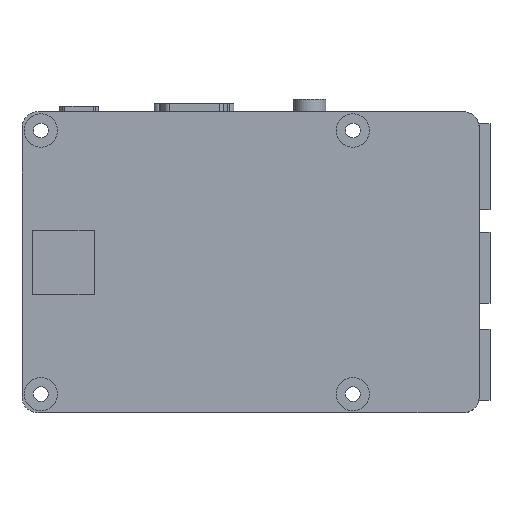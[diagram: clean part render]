
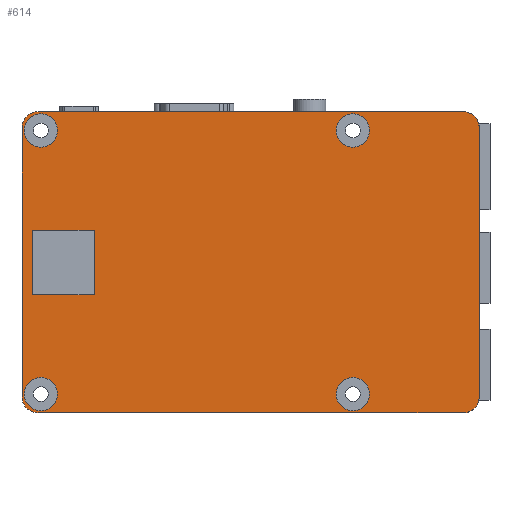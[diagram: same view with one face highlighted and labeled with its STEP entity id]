
A CAD part, front view. The second image highlights one B-rep face of the part: STEP entity #614.
In plain terms, the highlighted planar face has unit normal (0, -1, 0).
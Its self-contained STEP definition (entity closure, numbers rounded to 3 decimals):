
#24 = VERTEX_POINT('',#25);
#25 = CARTESIAN_POINT('',(-39.,0.,-27.6));
#31 = EDGE_CURVE('',#32,#24,#34,.T.);
#32 = VERTEX_POINT('',#33);
#33 = CARTESIAN_POINT('',(-39.,0.,-21.4));
#34 = CIRCLE('',#35,3.1);
#35 = AXIS2_PLACEMENT_3D('',#36,#37,#38);
#36 = CARTESIAN_POINT('',(-39.,0.,-24.5));
#37 = DIRECTION('',(0.,-1.,0.));
#38 = DIRECTION('',(0.,0.,-1.));
#66 = VERTEX_POINT('',#67);
#67 = CARTESIAN_POINT('',(19.,0.,-27.6));
#73 = EDGE_CURVE('',#74,#66,#76,.T.);
#74 = VERTEX_POINT('',#75);
#75 = CARTESIAN_POINT('',(19.,0.,-21.4));
#76 = CIRCLE('',#77,3.1);
#77 = AXIS2_PLACEMENT_3D('',#78,#79,#80);
#78 = CARTESIAN_POINT('',(19.,0.,-24.5));
#79 = DIRECTION('',(0.,-1.,0.));
#80 = DIRECTION('',(0.,0.,-1.));
#108 = VERTEX_POINT('',#109);
#109 = CARTESIAN_POINT('',(19.,0.,21.4));
#115 = EDGE_CURVE('',#116,#108,#118,.T.);
#116 = VERTEX_POINT('',#117);
#117 = CARTESIAN_POINT('',(19.,0.,27.6));
#118 = CIRCLE('',#119,3.1);
#119 = AXIS2_PLACEMENT_3D('',#120,#121,#122);
#120 = CARTESIAN_POINT('',(19.,0.,24.5));
#121 = DIRECTION('',(0.,-1.,0.));
#122 = DIRECTION('',(0.,0.,-1.));
#150 = VERTEX_POINT('',#151);
#151 = CARTESIAN_POINT('',(-39.,0.,21.4));
#157 = EDGE_CURVE('',#158,#150,#160,.T.);
#158 = VERTEX_POINT('',#159);
#159 = CARTESIAN_POINT('',(-39.,0.,27.6));
#160 = CIRCLE('',#161,3.1);
#161 = AXIS2_PLACEMENT_3D('',#162,#163,#164);
#162 = CARTESIAN_POINT('',(-39.,0.,24.5));
#163 = DIRECTION('',(0.,-1.,0.));
#164 = DIRECTION('',(0.,0.,-1.));
#614 = ADVANCED_FACE('',(#615,#685,#695,#705,#715,#725),#791,.F.);
#615 = FACE_BOUND('',#616,.T.);
#616 = EDGE_LOOP('',(#617,#628,#636,#645,#653,#662,#670,#679));
#617 = ORIENTED_EDGE('',*,*,#618,.F.);
#618 = EDGE_CURVE('',#619,#621,#623,.T.);
#619 = VERTEX_POINT('',#620);
#620 = CARTESIAN_POINT('',(42.5,0.,-25.));
#621 = VERTEX_POINT('',#622);
#622 = CARTESIAN_POINT('',(39.5,0.,-28.));
#623 = CIRCLE('',#624,3.);
#624 = AXIS2_PLACEMENT_3D('',#625,#626,#627);
#625 = CARTESIAN_POINT('',(39.5,0.,-25.));
#626 = DIRECTION('',(0.,1.,0.));
#627 = DIRECTION('',(0.,0.,1.));
#628 = ORIENTED_EDGE('',*,*,#629,.F.);
#629 = EDGE_CURVE('',#630,#619,#632,.T.);
#630 = VERTEX_POINT('',#631);
#631 = CARTESIAN_POINT('',(42.5,0.,25.));
#632 = LINE('',#633,#634);
#633 = CARTESIAN_POINT('',(42.5,0.,25.));
#634 = VECTOR('',#635,1.);
#635 = DIRECTION('',(0.,0.,-1.));
#636 = ORIENTED_EDGE('',*,*,#637,.F.);
#637 = EDGE_CURVE('',#638,#630,#640,.T.);
#638 = VERTEX_POINT('',#639);
#639 = CARTESIAN_POINT('',(39.5,0.,28.));
#640 = CIRCLE('',#641,3.);
#641 = AXIS2_PLACEMENT_3D('',#642,#643,#644);
#642 = CARTESIAN_POINT('',(39.5,0.,25.));
#643 = DIRECTION('',(0.,1.,0.));
#644 = DIRECTION('',(0.,0.,1.));
#645 = ORIENTED_EDGE('',*,*,#646,.F.);
#646 = EDGE_CURVE('',#647,#638,#649,.T.);
#647 = VERTEX_POINT('',#648);
#648 = CARTESIAN_POINT('',(-39.5,0.,28.));
#649 = LINE('',#650,#651);
#650 = CARTESIAN_POINT('',(39.5,0.,28.));
#651 = VECTOR('',#652,1.);
#652 = DIRECTION('',(1.,0.,0.));
#653 = ORIENTED_EDGE('',*,*,#654,.F.);
#654 = EDGE_CURVE('',#655,#647,#657,.T.);
#655 = VERTEX_POINT('',#656);
#656 = CARTESIAN_POINT('',(-42.5,0.,25.));
#657 = CIRCLE('',#658,3.);
#658 = AXIS2_PLACEMENT_3D('',#659,#660,#661);
#659 = CARTESIAN_POINT('',(-39.5,0.,25.));
#660 = DIRECTION('',(0.,1.,0.));
#661 = DIRECTION('',(0.,0.,-1.));
#662 = ORIENTED_EDGE('',*,*,#663,.F.);
#663 = EDGE_CURVE('',#664,#655,#666,.T.);
#664 = VERTEX_POINT('',#665);
#665 = CARTESIAN_POINT('',(-42.5,0.,-25.));
#666 = LINE('',#667,#668);
#667 = CARTESIAN_POINT('',(-42.5,0.,25.));
#668 = VECTOR('',#669,1.);
#669 = DIRECTION('',(0.,0.,1.));
#670 = ORIENTED_EDGE('',*,*,#671,.F.);
#671 = EDGE_CURVE('',#672,#664,#674,.T.);
#672 = VERTEX_POINT('',#673);
#673 = CARTESIAN_POINT('',(-39.5,0.,-28.));
#674 = CIRCLE('',#675,3.);
#675 = AXIS2_PLACEMENT_3D('',#676,#677,#678);
#676 = CARTESIAN_POINT('',(-39.5,0.,-25.));
#677 = DIRECTION('',(0.,1.,0.));
#678 = DIRECTION('',(0.,0.,1.));
#679 = ORIENTED_EDGE('',*,*,#680,.F.);
#680 = EDGE_CURVE('',#621,#672,#681,.T.);
#681 = LINE('',#682,#683);
#682 = CARTESIAN_POINT('',(39.5,0.,-28.));
#683 = VECTOR('',#684,1.);
#684 = DIRECTION('',(-1.,0.,0.));
#685 = FACE_BOUND('',#686,.T.);
#686 = EDGE_LOOP('',(#687,#694));
#687 = ORIENTED_EDGE('',*,*,#688,.F.);
#688 = EDGE_CURVE('',#150,#158,#689,.T.);
#689 = CIRCLE('',#690,3.1);
#690 = AXIS2_PLACEMENT_3D('',#691,#692,#693);
#691 = CARTESIAN_POINT('',(-39.,0.,24.5));
#692 = DIRECTION('',(0.,-1.,0.));
#693 = DIRECTION('',(0.,0.,-1.));
#694 = ORIENTED_EDGE('',*,*,#157,.F.);
#695 = FACE_BOUND('',#696,.T.);
#696 = EDGE_LOOP('',(#697,#704));
#697 = ORIENTED_EDGE('',*,*,#698,.F.);
#698 = EDGE_CURVE('',#108,#116,#699,.T.);
#699 = CIRCLE('',#700,3.1);
#700 = AXIS2_PLACEMENT_3D('',#701,#702,#703);
#701 = CARTESIAN_POINT('',(19.,0.,24.5));
#702 = DIRECTION('',(0.,-1.,0.));
#703 = DIRECTION('',(0.,0.,-1.));
#704 = ORIENTED_EDGE('',*,*,#115,.F.);
#705 = FACE_BOUND('',#706,.T.);
#706 = EDGE_LOOP('',(#707,#714));
#707 = ORIENTED_EDGE('',*,*,#708,.F.);
#708 = EDGE_CURVE('',#66,#74,#709,.T.);
#709 = CIRCLE('',#710,3.1);
#710 = AXIS2_PLACEMENT_3D('',#711,#712,#713);
#711 = CARTESIAN_POINT('',(19.,0.,-24.5));
#712 = DIRECTION('',(0.,-1.,0.));
#713 = DIRECTION('',(0.,0.,-1.));
#714 = ORIENTED_EDGE('',*,*,#73,.F.);
#715 = FACE_BOUND('',#716,.T.);
#716 = EDGE_LOOP('',(#717,#724));
#717 = ORIENTED_EDGE('',*,*,#718,.F.);
#718 = EDGE_CURVE('',#24,#32,#719,.T.);
#719 = CIRCLE('',#720,3.1);
#720 = AXIS2_PLACEMENT_3D('',#721,#722,#723);
#721 = CARTESIAN_POINT('',(-39.,0.,-24.5));
#722 = DIRECTION('',(0.,-1.,0.));
#723 = DIRECTION('',(0.,0.,-1.));
#724 = ORIENTED_EDGE('',*,*,#31,.F.);
#725 = FACE_BOUND('',#726,.T.);
#726 = EDGE_LOOP('',(#727,#737,#745,#753,#761,#769,#777,#785));
#727 = ORIENTED_EDGE('',*,*,#728,.F.);
#728 = EDGE_CURVE('',#729,#731,#733,.T.);
#729 = VERTEX_POINT('',#730);
#730 = CARTESIAN_POINT('',(-29.1,0.,-6.));
#731 = VERTEX_POINT('',#732);
#732 = CARTESIAN_POINT('',(-29.1,0.,6.));
#733 = LINE('',#734,#735);
#734 = CARTESIAN_POINT('',(-29.1,0.,6.));
#735 = VECTOR('',#736,1.);
#736 = DIRECTION('',(0.,0.,1.));
#737 = ORIENTED_EDGE('',*,*,#738,.F.);
#738 = EDGE_CURVE('',#739,#729,#741,.T.);
#739 = VERTEX_POINT('',#740);
#740 = CARTESIAN_POINT('',(-40.5,0.,-6.));
#741 = LINE('',#742,#743);
#742 = CARTESIAN_POINT('',(-40.5,0.,-6.));
#743 = VECTOR('',#744,1.);
#744 = DIRECTION('',(1.,0.,0.));
#745 = ORIENTED_EDGE('',*,*,#746,.F.);
#746 = EDGE_CURVE('',#747,#739,#749,.T.);
#747 = VERTEX_POINT('',#748);
#748 = CARTESIAN_POINT('',(-40.5,0.,-5.85));
#749 = LINE('',#750,#751);
#750 = CARTESIAN_POINT('',(-40.5,0.,6.));
#751 = VECTOR('',#752,1.);
#752 = DIRECTION('',(0.,0.,-1.));
#753 = ORIENTED_EDGE('',*,*,#754,.F.);
#754 = EDGE_CURVE('',#755,#747,#757,.T.);
#755 = VERTEX_POINT('',#756);
#756 = CARTESIAN_POINT('',(-29.2,0.,-5.85));
#757 = LINE('',#758,#759);
#758 = CARTESIAN_POINT('',(-29.2,0.,-5.85));
#759 = VECTOR('',#760,1.);
#760 = DIRECTION('',(-1.,-0.,-0.));
#761 = ORIENTED_EDGE('',*,*,#762,.F.);
#762 = EDGE_CURVE('',#763,#755,#765,.T.);
#763 = VERTEX_POINT('',#764);
#764 = CARTESIAN_POINT('',(-29.2,0.,5.85));
#765 = LINE('',#766,#767);
#766 = CARTESIAN_POINT('',(-29.2,0.,-5.85));
#767 = VECTOR('',#768,1.);
#768 = DIRECTION('',(-0.,-0.,-1.));
#769 = ORIENTED_EDGE('',*,*,#770,.T.);
#770 = EDGE_CURVE('',#763,#771,#773,.T.);
#771 = VERTEX_POINT('',#772);
#772 = CARTESIAN_POINT('',(-40.5,0.,5.85));
#773 = LINE('',#774,#775);
#774 = CARTESIAN_POINT('',(-29.2,0.,5.85));
#775 = VECTOR('',#776,1.);
#776 = DIRECTION('',(-1.,-0.,-0.));
#777 = ORIENTED_EDGE('',*,*,#778,.F.);
#778 = EDGE_CURVE('',#779,#771,#781,.T.);
#779 = VERTEX_POINT('',#780);
#780 = CARTESIAN_POINT('',(-40.5,0.,6.));
#781 = LINE('',#782,#783);
#782 = CARTESIAN_POINT('',(-40.5,0.,6.));
#783 = VECTOR('',#784,1.);
#784 = DIRECTION('',(0.,0.,-1.));
#785 = ORIENTED_EDGE('',*,*,#786,.F.);
#786 = EDGE_CURVE('',#731,#779,#787,.T.);
#787 = LINE('',#788,#789);
#788 = CARTESIAN_POINT('',(-40.5,0.,6.));
#789 = VECTOR('',#790,1.);
#790 = DIRECTION('',(-1.,-0.,-0.));
#791 = PLANE('',#792);
#792 = AXIS2_PLACEMENT_3D('',#793,#794,#795);
#793 = CARTESIAN_POINT('',(39.5,0.,-25.));
#794 = DIRECTION('',(0.,1.,0.));
#795 = DIRECTION('',(0.,0.,1.));
